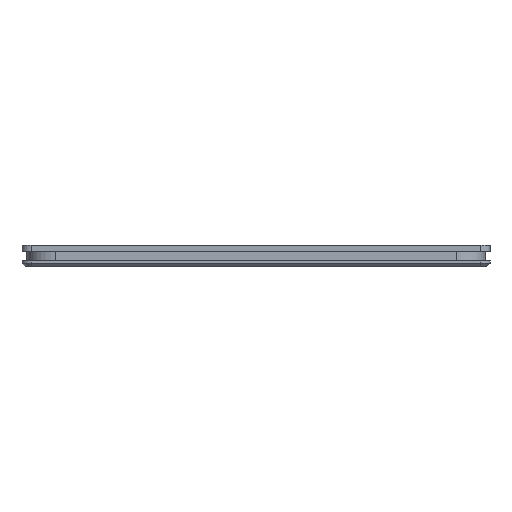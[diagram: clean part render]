
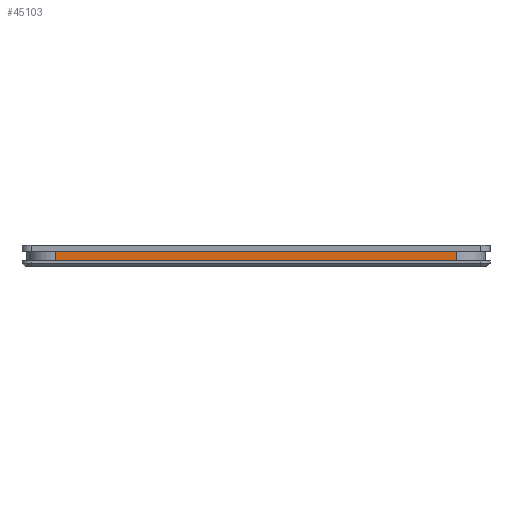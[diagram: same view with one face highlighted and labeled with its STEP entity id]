
A CAD part, left-side view. The second image highlights one B-rep face of the part: STEP entity #45103.
In plain terms, the highlighted planar face has unit normal (-1, 0, 0).
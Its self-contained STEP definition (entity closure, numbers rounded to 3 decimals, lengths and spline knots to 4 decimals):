
#1918=DIRECTION('',(0.,-1.,0.));
#1919=VECTOR('',#1918,3.462);
#1920=CARTESIAN_POINT('',(-1.981,1.7315,-0.054));
#1921=LINE('',#1920,#1919);
#16787=DIRECTION('',(0.,0.,1.));
#16788=VECTOR('',#16787,0.08);
#16789=CARTESIAN_POINT('',(-1.981,1.7315,-0.134));
#16790=LINE('',#16789,#16788);
#16794=DIRECTION('',(0.,0.,1.));
#16795=VECTOR('',#16794,0.08);
#16796=CARTESIAN_POINT('',(-1.981,-1.7305,-0.134));
#16797=LINE('',#16796,#16795);
#16801=DIRECTION('',(0.,-1.,0.));
#16802=VECTOR('',#16801,3.462);
#16803=CARTESIAN_POINT('',(-1.981,1.7315,-0.134));
#16804=LINE('',#16803,#16802);
#18110=CARTESIAN_POINT('',(-1.981,1.7315,-0.134));
#18111=CARTESIAN_POINT('',(-1.981,1.7315,-0.054));
#18112=VERTEX_POINT('',#18110);
#18113=VERTEX_POINT('',#18111);
#18138=CARTESIAN_POINT('',(-1.981,-1.7305,-0.134));
#18139=CARTESIAN_POINT('',(-1.981,-1.7305,-0.054));
#18140=VERTEX_POINT('',#18138);
#18141=VERTEX_POINT('',#18139);
#45091=CARTESIAN_POINT('',(-1.981,1.943,-0.134));
#45092=DIRECTION('',(1.,0.,0.));
#45093=DIRECTION('',(0.,0.,1.));
#45094=AXIS2_PLACEMENT_3D('',#45091,#45092,#45093);
#45095=PLANE('',#45094);
#45096=ORIENTED_EDGE('',*,*,#45083,.T.);
#45097=ORIENTED_EDGE('',*,*,#18817,.T.);
#45099=ORIENTED_EDGE('',*,*,#45098,.F.);
#45100=ORIENTED_EDGE('',*,*,#45027,.F.);
#45101=EDGE_LOOP('',(#45096,#45097,#45099,#45100));
#45102=FACE_OUTER_BOUND('',#45101,.F.);
#18817=EDGE_CURVE('',#18113,#18141,#1921,.T.);
#45027=EDGE_CURVE('',#18112,#18140,#16804,.T.);
#45083=EDGE_CURVE('',#18112,#18113,#16790,.T.);
#45098=EDGE_CURVE('',#18140,#18141,#16797,.T.);
#45103=ADVANCED_FACE('',(#45102),#45095,.F.);
